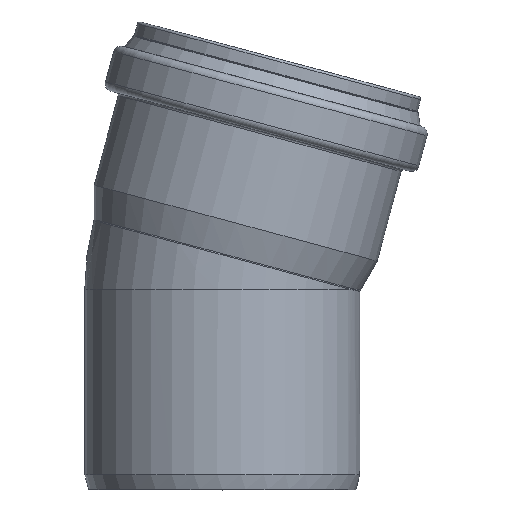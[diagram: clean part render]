
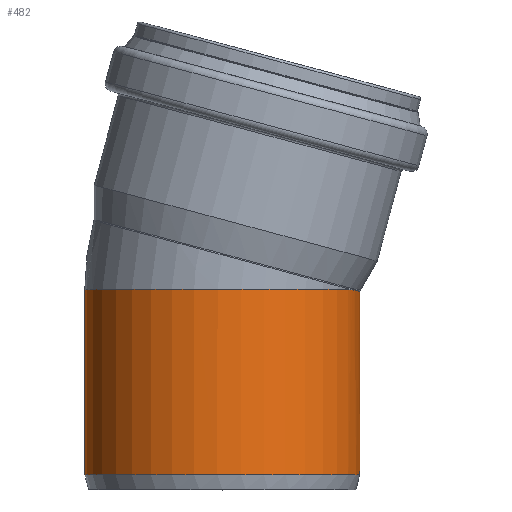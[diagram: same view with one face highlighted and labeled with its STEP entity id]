
A CAD part, top view. The second image highlights one B-rep face of the part: STEP entity #482.
In plain terms, the highlighted cylindrical face has radius 55.15 mm (diameter 110.3 mm), a full revolution.
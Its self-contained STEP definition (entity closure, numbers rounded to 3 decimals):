
#37=CYLINDRICAL_SURFACE('',#536,55.15);
#51=B_SPLINE_CURVE_WITH_KNOTS('',3,(#855,#856,#857,#858,#859),
 .UNSPECIFIED.,.F.,.F.,(4,1,4),(-15.1,-13.284,-12.08),
 .UNSPECIFIED.);
#56=ELLIPSE('',#521,55.643,55.15);
#57=ELLIPSE('',#522,55.643,55.15);
#66=FACE_BOUND('',#157,.T.);
#109=FACE_OUTER_BOUND('',#156,.T.);
#156=EDGE_LOOP('',(#395));
#157=EDGE_LOOP('',(#396,#397,#398,#399));
#222=CIRCLE('',#518,55.15);
#225=CIRCLE('',#525,55.15);
#262=VERTEX_POINT('',#767);
#266=VERTEX_POINT('',#790);
#267=VERTEX_POINT('',#798);
#270=VERTEX_POINT('',#854);
#272=VERTEX_POINT('',#902);
#308=EDGE_CURVE('',#262,#262,#222,.T.);
#312=EDGE_CURVE('',#266,#267,#56,.T.);
#316=EDGE_CURVE('',#267,#270,#51,.T.);
#319=EDGE_CURVE('',#270,#272,#57,.T.);
#323=EDGE_CURVE('',#272,#266,#225,.T.);
#395=ORIENTED_EDGE('',*,*,#308,.T.);
#396=ORIENTED_EDGE('',*,*,#312,.F.);
#397=ORIENTED_EDGE('',*,*,#323,.F.);
#398=ORIENTED_EDGE('',*,*,#319,.F.);
#399=ORIENTED_EDGE('',*,*,#316,.F.);
#482=ADVANCED_FACE('',(#109,#66),#37,.T.);
#518=AXIS2_PLACEMENT_3D('',#768,#603,#604);
#521=AXIS2_PLACEMENT_3D('',#799,#609,#610);
#522=AXIS2_PLACEMENT_3D('',#903,#611,#612);
#525=AXIS2_PLACEMENT_3D('',#941,#617,#618);
#536=AXIS2_PLACEMENT_3D('',#983,#639,#640);
#603=DIRECTION('center_axis',(0.,1.,0.));
#604=DIRECTION('ref_axis',(1.,0.,0.));
#609=DIRECTION('center_axis',(0.133,0.991,0.));
#610=DIRECTION('ref_axis',(0.991,-0.133,0.));
#611=DIRECTION('center_axis',(0.133,0.991,0.));
#612=DIRECTION('ref_axis',(0.991,-0.133,0.));
#617=DIRECTION('center_axis',(0.,1.,0.));
#618=DIRECTION('ref_axis',(1.,0.,0.));
#639=DIRECTION('center_axis',(0.,1.,0.));
#640=DIRECTION('ref_axis',(1.,0.,0.));
#767=CARTESIAN_POINT('',(-55.15,6.,0.));
#768=CARTESIAN_POINT('Origin',(0.,6.,0.));
#790=CARTESIAN_POINT('',(50.534,80.226,22.088));
#798=CARTESIAN_POINT('',(53.166,79.873,14.648));
#799=CARTESIAN_POINT('Origin',(0.,87.,0.));
#854=CARTESIAN_POINT('',(53.168,79.873,-14.649));
#855=CARTESIAN_POINT('Ctrl Pts',(53.165,79.873,14.648));
#856=CARTESIAN_POINT('Ctrl Pts',(54.738,79.551,8.923));
#857=CARTESIAN_POINT('Ctrl Pts',(55.825,79.336,-1.038));
#858=CARTESIAN_POINT('Ctrl Pts',(54.214,79.659,-10.851));
#859=CARTESIAN_POINT('Ctrl Pts',(53.168,79.873,-14.649));
#902=CARTESIAN_POINT('',(50.534,80.226,-22.088));
#903=CARTESIAN_POINT('Origin',(0.,87.,0.));
#941=CARTESIAN_POINT('Origin',(0.,80.226,0.));
#983=CARTESIAN_POINT('Origin',(0.,0.,0.));
